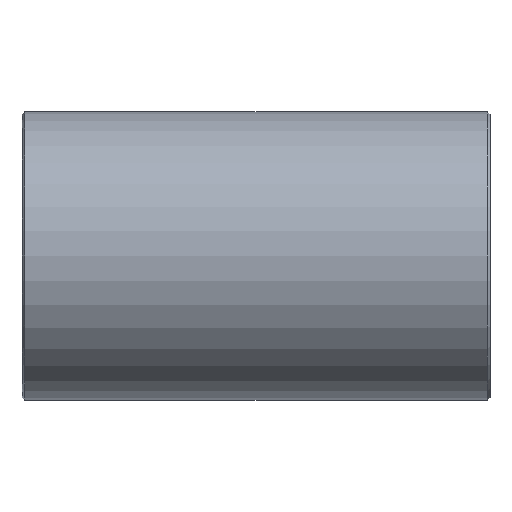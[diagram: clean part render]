
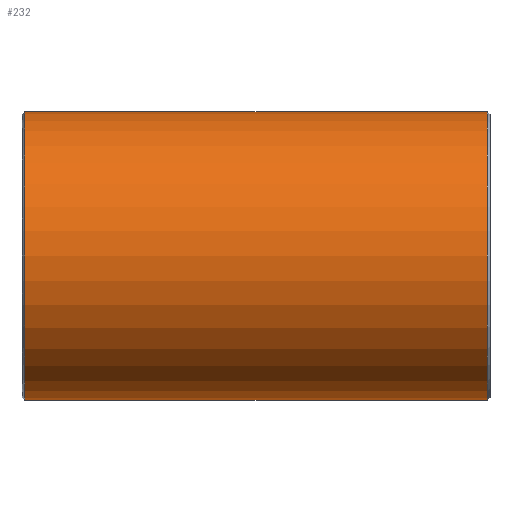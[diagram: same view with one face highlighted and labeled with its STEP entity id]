
A CAD part, front view. The second image highlights one B-rep face of the part: STEP entity #232.
In plain terms, the highlighted cylindrical face has radius 109.537 mm (diameter 219.075 mm), a partial arc.
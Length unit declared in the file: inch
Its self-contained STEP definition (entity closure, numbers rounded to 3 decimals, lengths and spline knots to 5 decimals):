
#19 = ORIENTED_EDGE ( 'NONE', *, *, #521, .T. ) ;
#40 = ORIENTED_EDGE ( 'NONE', *, *, #385, .T. ) ;
#41 = VECTOR ( 'NONE', #162, 39.37008 ) ;
#43 = DIRECTION ( 'NONE',  ( -1., 0., 0. ) ) ;
#52 = AXIS2_PLACEMENT_3D ( 'NONE', #379, #337, #486 ) ;
#64 = VERTEX_POINT ( 'NONE', #248 ) ;
#70 = CARTESIAN_POINT ( 'NONE',  ( 7., 0., 4.3125 ) ) ;
#75 = DIRECTION ( 'NONE',  ( 1., 0., 0. ) ) ;
#78 = VECTOR ( 'NONE', #43, 39.37008 ) ;
#84 = AXIS2_PLACEMENT_3D ( 'NONE', #585, #394, #172 ) ;
#89 = DIRECTION ( 'NONE',  ( -1., 0., 0. ) ) ;
#101 = CARTESIAN_POINT ( 'NONE',  ( -6.91667, 0., -4.3125 ) ) ;
#102 = EDGE_CURVE ( 'NONE', #64, #220, #478, .T. ) ;
#130 = CARTESIAN_POINT ( 'NONE',  ( 0., 0., -4.3125 ) ) ;
#162 = DIRECTION ( 'NONE',  ( -1., 0., 0. ) ) ;
#172 = DIRECTION ( 'NONE',  ( 0., 0., -1. ) ) ;
#178 = EDGE_CURVE ( 'NONE', #220, #324, #445, .T. ) ;
#185 = CARTESIAN_POINT ( 'NONE',  ( 7., 0., -4.3125 ) ) ;
#220 = VERTEX_POINT ( 'NONE', #586 ) ;
#232 = ADVANCED_FACE ( 'NONE', ( #574 ), #434, .T. ) ;
#234 = CARTESIAN_POINT ( 'NONE',  ( 7., 0., 4.3125 ) ) ;
#236 = CIRCLE ( 'NONE', #84, 4.3125 ) ;
#248 = CARTESIAN_POINT ( 'NONE',  ( 0., 0., 4.3125 ) ) ;
#256 = VERTEX_POINT ( 'NONE', #490 ) ;
#260 = ORIENTED_EDGE ( 'NONE', *, *, #322, .F. ) ;
#269 = AXIS2_PLACEMENT_3D ( 'NONE', #582, #75, #428 ) ;
#277 = LINE ( 'NONE', #234, #78 ) ;
#319 = CARTESIAN_POINT ( 'NONE',  ( 7., 0., -4.3125 ) ) ;
#322 = EDGE_CURVE ( 'NONE', #389, #480, #554, .T. ) ;
#324 = VERTEX_POINT ( 'NONE', #101 ) ;
#337 = DIRECTION ( 'NONE',  ( -1., 0., 0. ) ) ;
#340 = EDGE_CURVE ( 'NONE', #480, #324, #552, .T. ) ;
#361 = CARTESIAN_POINT ( 'NONE',  ( 6.91667, 0., -4.3125 ) ) ;
#379 = CARTESIAN_POINT ( 'NONE',  ( 7., 0., 0. ) ) ;
#385 = EDGE_CURVE ( 'NONE', #256, #64, #277, .T. ) ;
#389 = VERTEX_POINT ( 'NONE', #361 ) ;
#392 = ORIENTED_EDGE ( 'NONE', *, *, #178, .T. ) ;
#394 = DIRECTION ( 'NONE',  ( -1., 0., 0. ) ) ;
#428 = DIRECTION ( 'NONE',  ( 0., 0., 1. ) ) ;
#432 = VECTOR ( 'NONE', #589, 39.37008 ) ;
#434 = CYLINDRICAL_SURFACE ( 'NONE', #52, 4.3125 ) ;
#443 = ORIENTED_EDGE ( 'NONE', *, *, #102, .T. ) ;
#445 = CIRCLE ( 'NONE', #269, 4.3125 ) ;
#456 = VECTOR ( 'NONE', #89, 39.37008 ) ;
#478 = LINE ( 'NONE', #70, #41 ) ;
#480 = VERTEX_POINT ( 'NONE', #130 ) ;
#486 = DIRECTION ( 'NONE',  ( 0., 0., 1. ) ) ;
#490 = CARTESIAN_POINT ( 'NONE',  ( 6.91667, 0., 4.3125 ) ) ;
#491 = EDGE_LOOP ( 'NONE', ( #260, #19, #40, #443, #392, #546 ) ) ;
#521 = EDGE_CURVE ( 'NONE', #389, #256, #236, .T. ) ;
#546 = ORIENTED_EDGE ( 'NONE', *, *, #340, .F. ) ;
#552 = LINE ( 'NONE', #319, #456 ) ;
#554 = LINE ( 'NONE', #185, #432 ) ;
#574 = FACE_OUTER_BOUND ( 'NONE', #491, .T. ) ;
#582 = CARTESIAN_POINT ( 'NONE',  ( -6.91667, 0., 0. ) ) ;
#585 = CARTESIAN_POINT ( 'NONE',  ( 6.91667, 0., 0. ) ) ;
#586 = CARTESIAN_POINT ( 'NONE',  ( -6.91667, 0., 4.3125 ) ) ;
#589 = DIRECTION ( 'NONE',  ( -1., 0., 0. ) ) ;
